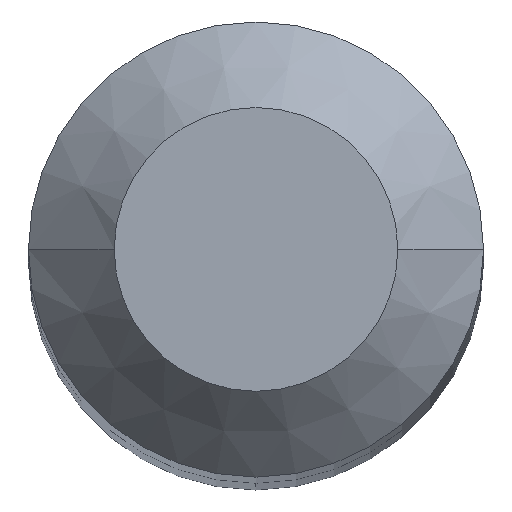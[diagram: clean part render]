
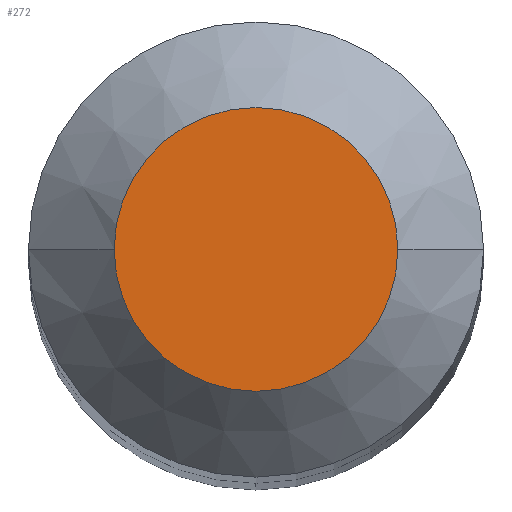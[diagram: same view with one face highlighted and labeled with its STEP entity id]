
A CAD part, top view. The second image highlights one B-rep face of the part: STEP entity #272.
In plain terms, the highlighted planar face has unit normal (0, 0, 1).
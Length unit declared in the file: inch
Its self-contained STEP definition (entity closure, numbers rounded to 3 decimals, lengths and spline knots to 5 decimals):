
#1 = CARTESIAN_POINT ( 'NONE',  ( 0., 0., 0. ) ) ;
#15 = DIRECTION ( 'NONE',  ( 1., 0., 0. ) ) ;
#22 = CARTESIAN_POINT ( 'NONE',  ( 0.05175, 0., 0. ) ) ;
#28 = CARTESIAN_POINT ( 'NONE',  ( -0.05175, 0., 0. ) ) ;
#48 = FACE_OUTER_BOUND ( 'NONE', #258, .T. ) ;
#59 = AXIS2_PLACEMENT_3D ( 'NONE', #1, #126, #328 ) ;
#83 = VERTEX_POINT ( 'NONE', #28 ) ;
#84 = DIRECTION ( 'NONE',  ( -1., 0., 0. ) ) ;
#87 = CARTESIAN_POINT ( 'NONE',  ( 0., 0., 0. ) ) ;
#126 = DIRECTION ( 'NONE',  ( 0., 0., 1. ) ) ;
#131 = EDGE_CURVE ( 'NONE', #344, #83, #220, .T. ) ;
#141 = ORIENTED_EDGE ( 'NONE', *, *, #131, .T. ) ;
#182 = AXIS2_PLACEMENT_3D ( 'NONE', #87, #343, #84 ) ;
#194 = ORIENTED_EDGE ( 'NONE', *, *, #296, .T. ) ;
#220 = CIRCLE ( 'NONE', #59, 0.05175 ) ;
#223 = PLANE ( 'NONE',  #182 ) ;
#231 = CIRCLE ( 'NONE', #308, 0.05175 ) ;
#248 = CARTESIAN_POINT ( 'NONE',  ( 0., 0., 0. ) ) ;
#252 = DIRECTION ( 'NONE',  ( 0., 0., 1. ) ) ;
#258 = EDGE_LOOP ( 'NONE', ( #194, #141 ) ) ;
#272 = ADVANCED_FACE ( 'NONE', ( #48 ), #223, .F. ) ;
#296 = EDGE_CURVE ( 'NONE', #83, #344, #231, .T. ) ;
#308 = AXIS2_PLACEMENT_3D ( 'NONE', #248, #252, #15 ) ;
#328 = DIRECTION ( 'NONE',  ( 1., 0., 0. ) ) ;
#343 = DIRECTION ( 'NONE',  ( 0., 0., -1. ) ) ;
#344 = VERTEX_POINT ( 'NONE', #22 ) ;
